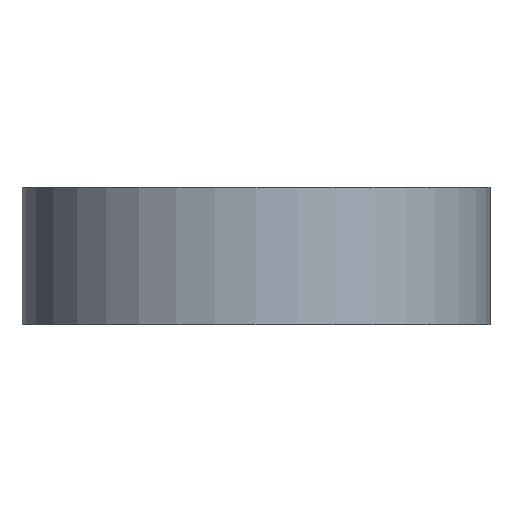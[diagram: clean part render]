
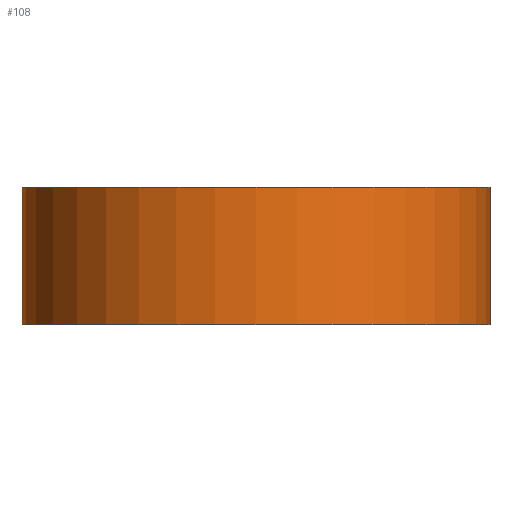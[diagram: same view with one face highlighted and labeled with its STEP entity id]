
A CAD part, front view. The second image highlights one B-rep face of the part: STEP entity #108.
In plain terms, the highlighted cylindrical face has radius 17 mm (diameter 34 mm), a full revolution.
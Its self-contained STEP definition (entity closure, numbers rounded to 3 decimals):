
#18=CIRCLE('',#135,17.);
#19=CIRCLE('',#136,17.);
#21=CYLINDRICAL_SURFACE('',#134,17.);
#28=LINE('',#1206,#32);
#32=VECTOR('',#154,17.);
#37=FACE_OUTER_BOUND('',#44,.T.);
#44=EDGE_LOOP('',(#91,#92,#93,#94));
#61=VERTEX_POINT('',#1203);
#62=VERTEX_POINT('',#1205);
#73=EDGE_CURVE('',#61,#61,#18,.T.);
#74=EDGE_CURVE('',#61,#62,#28,.T.);
#75=EDGE_CURVE('',#62,#62,#19,.T.);
#91=ORIENTED_EDGE('',*,*,#73,.F.);
#92=ORIENTED_EDGE('',*,*,#74,.T.);
#93=ORIENTED_EDGE('',*,*,#75,.F.);
#94=ORIENTED_EDGE('',*,*,#74,.F.);
#108=ADVANCED_FACE('',(#37),#21,.T.);
#134=AXIS2_PLACEMENT_3D('',#1202,#150,#151);
#135=AXIS2_PLACEMENT_3D('',#1204,#152,#153);
#136=AXIS2_PLACEMENT_3D('',#1207,#155,#156);
#150=DIRECTION('center_axis',(0.,0.,1.));
#151=DIRECTION('ref_axis',(-1.,0.,0.));
#152=DIRECTION('center_axis',(0.,0.,1.));
#153=DIRECTION('ref_axis',(-1.,0.,0.));
#154=DIRECTION('',(0.,0.,-1.));
#155=DIRECTION('center_axis',(0.,0.,-1.));
#156=DIRECTION('ref_axis',(-1.,0.,0.));
#1202=CARTESIAN_POINT('Origin',(0.,0.,0.));
#1203=CARTESIAN_POINT('',(17.,0.,10.));
#1204=CARTESIAN_POINT('Origin',(0.,0.,10.));
#1205=CARTESIAN_POINT('',(17.,0.,0.));
#1206=CARTESIAN_POINT('',(17.,0.,0.));
#1207=CARTESIAN_POINT('Origin',(0.,0.,0.));
